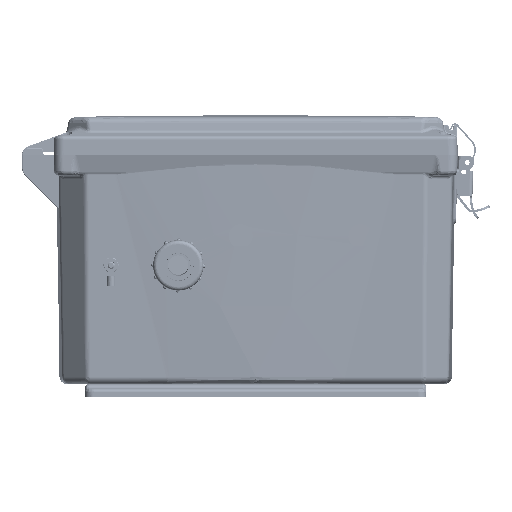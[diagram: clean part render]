
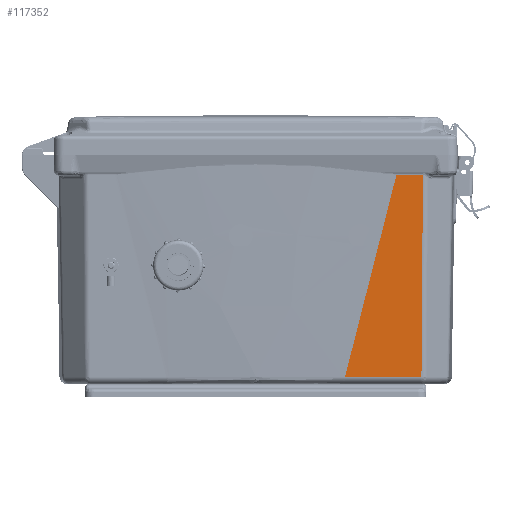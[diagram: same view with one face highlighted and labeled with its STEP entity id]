
A CAD part, front view. The second image highlights one B-rep face of the part: STEP entity #117352.
In plain terms, the highlighted face is planar.
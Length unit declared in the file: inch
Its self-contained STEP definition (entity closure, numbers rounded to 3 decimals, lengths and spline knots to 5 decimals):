
#1406 = LINE ( 'NONE', #229810, #121620 ) ;
#12904 = ORIENTED_EDGE ( 'NONE', *, *, #36882, .F. ) ;
#19522 = EDGE_CURVE ( 'NONE', #246629, #195119, #124515, .T. ) ;
#20164 = AXIS2_PLACEMENT_3D ( 'NONE', #260456, #177358, #70844 ) ;
#24925 = DIRECTION ( 'NONE',  ( 0., 0., 1. ) ) ;
#36882 = EDGE_CURVE ( 'NONE', #246629, #258148, #1406, .T. ) ;
#36955 = VECTOR ( 'NONE', #137298, 39.37008 ) ;
#37908 = CARTESIAN_POINT ( 'NONE',  ( -0.50592, -6.13617, -3.67049 ) ) ;
#62990 = CARTESIAN_POINT ( 'NONE',  ( -0.50592, -6.13617, -4.35952 ) ) ;
#65386 = ORIENTED_EDGE ( 'NONE', *, *, #19522, .T. ) ;
#68127 = FACE_OUTER_BOUND ( 'NONE', #261264, .T. ) ;
#70844 = DIRECTION ( 'NONE',  ( 1., -0.017, 0. ) ) ;
#82292 = CARTESIAN_POINT ( 'NONE',  ( -4.4098, -6.06803, -2.67531 ) ) ;
#87539 = PLANE ( 'NONE',  #20164 ) ;
#95869 = CARTESIAN_POINT ( 'NONE',  ( -0.50592, -6.13617, 5.68956 ) ) ;
#101075 = CARTESIAN_POINT ( 'NONE',  ( -5.77332, -6.04423, -4.32143 ) ) ;
#112494 = EDGE_CURVE ( 'NONE', #152341, #258148, #195116, .T. ) ;
#117352 = ADVANCED_FACE ( 'NONE', ( #68127 ), #87539, .T. ) ;
#117942 = LINE ( 'NONE', #95869, #36955 ) ;
#121620 = VECTOR ( 'NONE', #24925, 39.37008 ) ;
#122604 = EDGE_CURVE ( 'NONE', #195119, #152341, #117942, .T. ) ;
#124515 = LINE ( 'NONE', #101075, #172221 ) ;
#125878 = DIRECTION ( 'NONE',  ( 1., -0.017, -0.007 ) ) ;
#130534 = CARTESIAN_POINT ( 'NONE',  ( -2.654, -6.09867, -3.12211 ) ) ;
#137298 = DIRECTION ( 'NONE',  ( 0., 0., 1. ) ) ;
#152341 = VERTEX_POINT ( 'NONE', #37908 ) ;
#164013 = ORIENTED_EDGE ( 'NONE', *, *, #112494, .T. ) ;
#166671 = CARTESIAN_POINT ( 'NONE',  ( -5.77332, -6.04423, -2.3301 ) ) ;
#170862 = CARTESIAN_POINT ( 'NONE',  ( -5.77332, -6.04423, -2.3301 ) ) ;
#172221 = VECTOR ( 'NONE', #125878, 39.37008 ) ;
#177358 = DIRECTION ( 'NONE',  ( -0.017, -1., 0. ) ) ;
#195116 = B_SPLINE_CURVE_WITH_KNOTS ( 'NONE', 3,
 ( #212233, #130534, #82292, #166671 ),
 .UNSPECIFIED., .F., .F.,
 ( 4, 4 ),
 ( 0., 1. ),
 .UNSPECIFIED. ) ;
#195119 = VERTEX_POINT ( 'NONE', #62990 ) ;
#207503 = CARTESIAN_POINT ( 'NONE',  ( -5.77332, -6.04423, -4.32143 ) ) ;
#212233 = CARTESIAN_POINT ( 'NONE',  ( -0.50592, -6.13617, -3.67049 ) ) ;
#229810 = CARTESIAN_POINT ( 'NONE',  ( -5.77332, -6.04423, 8.7437 ) ) ;
#246629 = VERTEX_POINT ( 'NONE', #207503 ) ;
#258148 = VERTEX_POINT ( 'NONE', #170862 ) ;
#260456 = CARTESIAN_POINT ( 'NONE',  ( 0., -6.145, 5.68956 ) ) ;
#261264 = EDGE_LOOP ( 'NONE', ( #65386, #267137, #164013, #12904 ) ) ;
#267137 = ORIENTED_EDGE ( 'NONE', *, *, #122604, .T. ) ;
